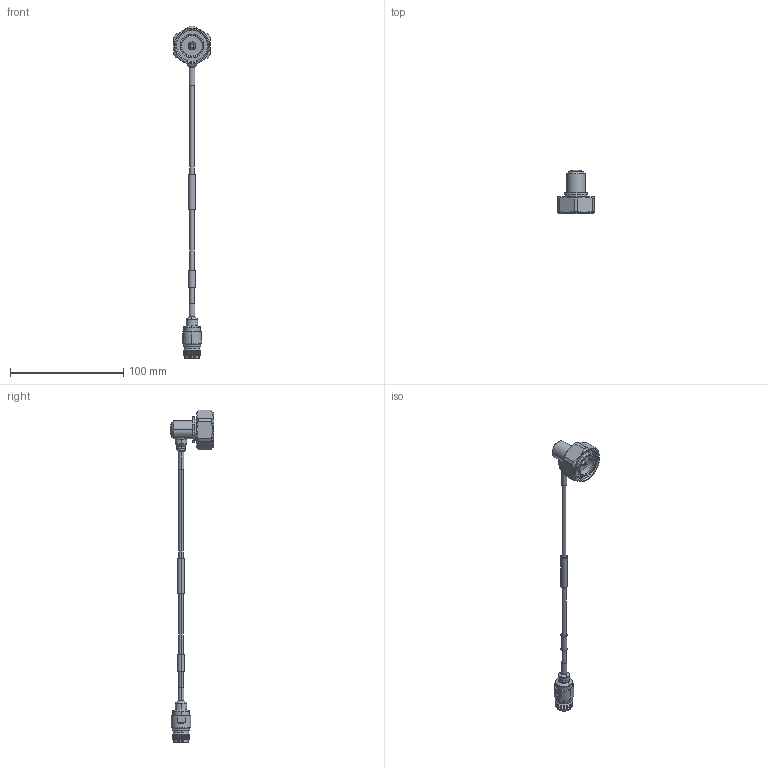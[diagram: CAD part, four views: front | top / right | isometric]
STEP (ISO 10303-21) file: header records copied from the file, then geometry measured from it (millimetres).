
FILE_DESCRIPTION (( 'STEP AP214' ), '1' );
FILE_NAME ('FMCA2510_3D.step', '2024-06-18T04:39:28', ( '' ), ( '' ), 'SwSTEP 2.0', 'SolidWorks 2022', '' );
FILE_SCHEMA (( 'AUTOMOTIVE_DESIGN' ));
Length unit declared in the file: inch
Products named in the file (5): TC-402-NF-LP-PE_3D^FMCA2510; FMCA2510_3D; Heat Shrink^FMCA2510; TFT-5G-402^FMCA2510; TC-402-716M-RA-LP-PE_3D^FMCA2510
Assembly tree (4 placements, depth 2):
  FMCA2510_3D
    TFT-5G-402^FMCA2510
    Heat Shrink^FMCA2510
    TC-402-716M-RA-LP-PE_3D^FMCA2510
    TC-402-NF-LP-PE_3D^FMCA2510
Bounding box: 31.86 x 38.4 x 293.4 mm (x, y, z)
Volume: 25934.2 mm3; surface area: 14306.2 mm2
Topology: 5 solids, 5 shells, 273 faces, 594 edges, 362 vertices
Faces by surface type: cylinder 118, cone 68, plane 65, torus 14, bspline 8
Entity records: 8771 total; most frequent: CARTESIAN_POINT 2436, DIRECTION 1398, ORIENTED_EDGE 1188, EDGE_CURVE 594, AXIS2_PLACEMENT_3D 582, VERTEX_POINT 362, CIRCLE 310, EDGE_LOOP 308
